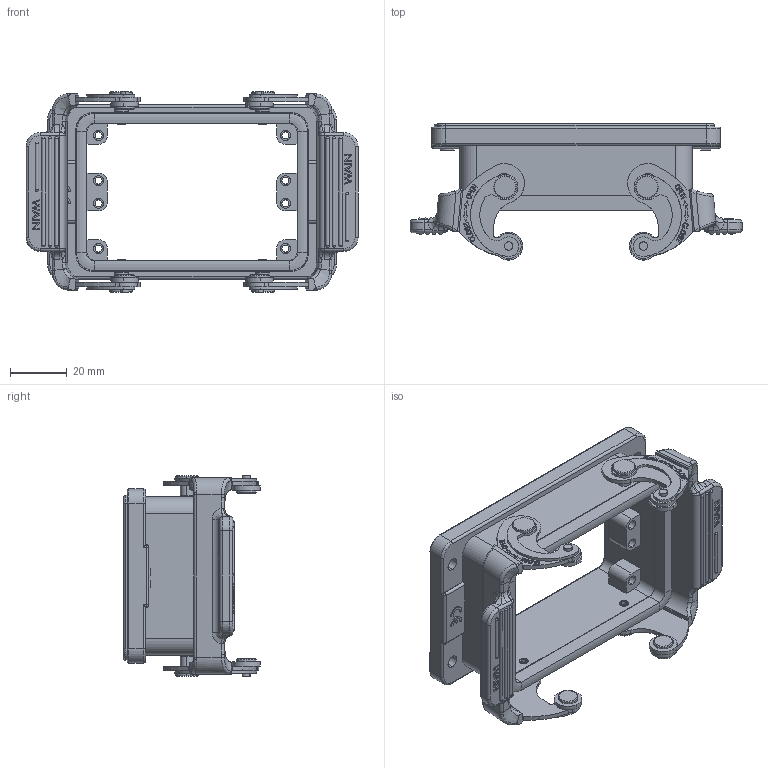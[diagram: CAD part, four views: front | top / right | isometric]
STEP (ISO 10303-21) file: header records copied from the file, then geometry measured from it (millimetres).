
FILE_DESCRIPTION(/* description */ (''),/* implementation_level */ '2;1');
FILE_NAME(/* name */ '3D_1101323411001_W32A-BK-2L_SC_V1.1.stp',/* time_stamp */ '2024-04-01T15:35:41+08:00',/* author */ (''),/* organization */ (''),/* preprocessor_version */ 'ST-DEVELOPER v18.1',/* originating_system */ 'SIEMENS PLM Software NX 1980',/* authorisation */ '');
FILE_SCHEMA (('AUTOMOTIVE_DESIGN { 1 0 10303 214 3 1 1 1 }'));
Products named in the file (1): 3D_1101323411001_W32A-BK-2L_SC_V1.0_stp
Bounding box: 117.23 x 48.05 x 70.8 mm (x, y, z)
Volume: 60367.9 mm3; surface area: 39437.5 mm2
Topology: 7 solids, 8 shells, 1629 faces, 4314 edges, 2810 vertices
Faces by surface type: plane 747, cylinder 612, extrusion 69, bspline 65, torus 56, cone 48, sphere 32
Entity records: 65270 total; most frequent: CARTESIAN_POINT 18536, ORIENTED_EDGE 8556, DIRECTION 7054, EDGE_CURVE 4278, VERTEX_POINT 2810, AXIS2_PLACEMENT_3D 2448, VECTOR 2158, LINE 2089
